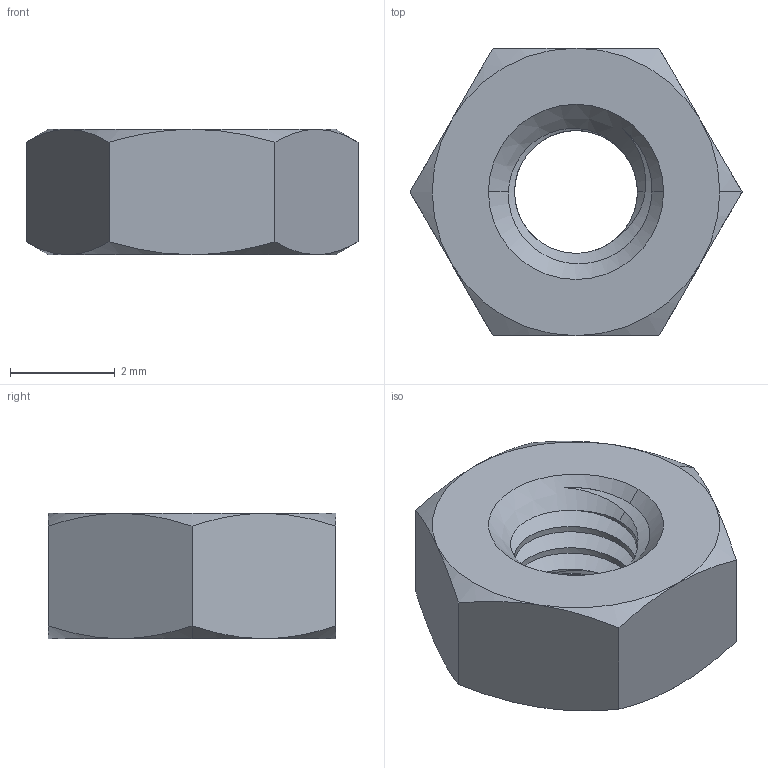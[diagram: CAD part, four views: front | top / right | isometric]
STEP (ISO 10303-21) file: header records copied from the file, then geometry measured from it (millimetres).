
FILE_DESCRIPTION(('CAx-IF Rec.Pracs.---Model Styling and Organization---1.5---2016-08-15','CAx-IF Rec.Pracs.---Geometric and Assembly Validation Properties---4.4---2016-08-17','CAx-IF Rec.Pracs.---User Defined Attributes---1.5---2016-08-15','CAx-IF Rec.Pracs.---External References---2.1---2005-01-19'),'2;1');
FILE_NAME('M3 Nut.stp','2023-11-27T19:04:28',('Unspecified'),('Unspecified'),'CAD Exchanger 3.17.0 (cadexchanger.com)','Unspecified','');
FILE_SCHEMA(('AP242_MANAGED_MODEL_BASED_3D_ENGINEERING_MIM_LF { 1 0 10303 442 1 1 4 }'));
Length unit declared in the file: millimetre
Products named in the file (1): M3 Nut
Bounding box: 6.35 x 5.5 x 2.4 mm (x, y, z)
Volume: 48.4 mm3; surface area: 112.4 mm2
Topology: 1 solids, 1 shells, 36 faces, 87 edges, 53 vertices
Faces by surface type: cone 19, plane 8, cylinder 7, bspline 2
Entity records: 1590 total; most frequent: CARTESIAN_POINT 828, ORIENTED_EDGE 174, DIRECTION 131, EDGE_CURVE 87, AXIS2_PLACEMENT_3D 56, VERTEX_POINT 53, FACE_BOUND 38, EDGE_LOOP 38
